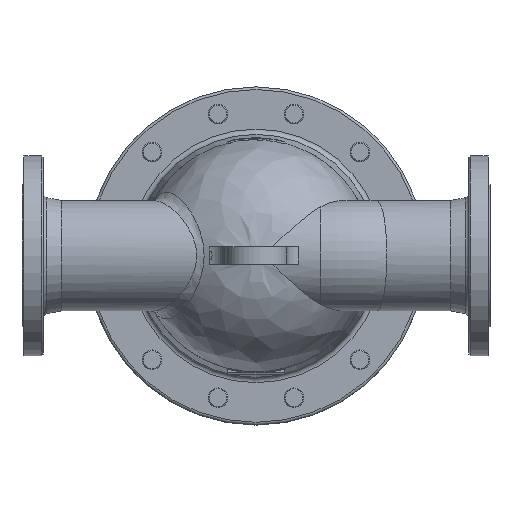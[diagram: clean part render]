
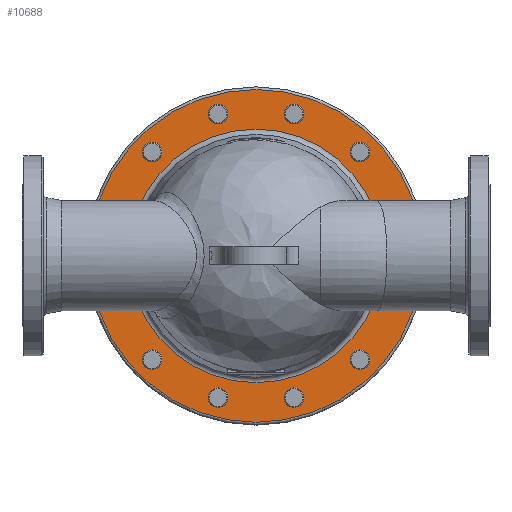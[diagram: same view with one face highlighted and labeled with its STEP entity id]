
A CAD part, top view. The second image highlights one B-rep face of the part: STEP entity #10688.
In plain terms, the highlighted planar face has unit normal (0, 0, 1).
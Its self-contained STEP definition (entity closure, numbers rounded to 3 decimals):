
#6090=CARTESIAN_POINT('',(52.231,153.878,316.0));
#6091=VERTEX_POINT('',#6090);
#6092=CARTESIAN_POINT('',(42.705,159.378,316.0));
#6093=DIRECTION('',(0.0,0.0,-1.0));
#6094=DIRECTION('',(-0.866,0.5,0.0));
#6095=AXIS2_PLACEMENT_3D('',#6092,#6093,#6094);
#6096=CIRCLE('',#6095,11.0);
#6097=EDGE_CURVE('',#6091,#6091,#6096,.T.);
#6147=CARTESIAN_POINT('',(122.173,107.146,316.0));
#6148=VERTEX_POINT('',#6147);
#6149=CARTESIAN_POINT('',(116.673,116.673,316.0));
#6150=DIRECTION('',(0.0,0.0,-1.0));
#6151=DIRECTION('',(-0.5,0.866,0.0));
#6152=AXIS2_PLACEMENT_3D('',#6149,#6150,#6151);
#6153=CIRCLE('',#6152,11.0);
#6154=EDGE_CURVE('',#6148,#6148,#6153,.T.);
#6204=CARTESIAN_POINT('',(159.378,31.705,316.0));
#6205=VERTEX_POINT('',#6204);
#6206=CARTESIAN_POINT('',(159.378,42.705,316.0));
#6207=DIRECTION('',(0.0,0.0,-1.0));
#6208=DIRECTION('',(0.0,1.0,0.0));
#6209=AXIS2_PLACEMENT_3D('',#6206,#6207,#6208);
#6210=CIRCLE('',#6209,11.0);
#6211=EDGE_CURVE('',#6205,#6205,#6210,.T.);
#6261=CARTESIAN_POINT('',(153.878,-52.231,316.0));
#6262=VERTEX_POINT('',#6261);
#6263=CARTESIAN_POINT('',(159.378,-42.705,316.0));
#6264=DIRECTION('',(0.0,0.0,-1.0));
#6265=DIRECTION('',(0.5,0.866,0.0));
#6266=AXIS2_PLACEMENT_3D('',#6263,#6264,#6265);
#6267=CIRCLE('',#6266,11.0);
#6268=EDGE_CURVE('',#6262,#6262,#6267,.T.);
#6318=CARTESIAN_POINT('',(107.146,-122.173,316.0));
#6319=VERTEX_POINT('',#6318);
#6320=CARTESIAN_POINT('',(116.673,-116.673,316.0));
#6321=DIRECTION('',(0.0,0.0,-1.0));
#6322=DIRECTION('',(0.866,0.5,0.0));
#6323=AXIS2_PLACEMENT_3D('',#6320,#6321,#6322);
#6324=CIRCLE('',#6323,11.);
#6325=EDGE_CURVE('',#6319,#6319,#6324,.T.);
#6375=CARTESIAN_POINT('',(31.705,-159.378,316.0));
#6376=VERTEX_POINT('',#6375);
#6377=CARTESIAN_POINT('',(42.705,-159.378,316.0));
#6378=DIRECTION('',(0.0,0.0,-1.0));
#6379=DIRECTION('',(1.0,0.0,0.0));
#6380=AXIS2_PLACEMENT_3D('',#6377,#6378,#6379);
#6381=CIRCLE('',#6380,11.0);
#6382=EDGE_CURVE('',#6376,#6376,#6381,.T.);
#6432=CARTESIAN_POINT('',(-52.231,-153.878,316.0));
#6433=VERTEX_POINT('',#6432);
#6434=CARTESIAN_POINT('',(-42.705,-159.378,316.0));
#6435=DIRECTION('',(0.0,0.0,-1.0));
#6436=DIRECTION('',(0.866,-0.5,0.0));
#6437=AXIS2_PLACEMENT_3D('',#6434,#6435,#6436);
#6438=CIRCLE('',#6437,11.);
#6439=EDGE_CURVE('',#6433,#6433,#6438,.T.);
#6489=CARTESIAN_POINT('',(-122.173,-107.146,316.0));
#6490=VERTEX_POINT('',#6489);
#6491=CARTESIAN_POINT('',(-116.673,-116.673,316.0));
#6492=DIRECTION('',(0.0,0.0,-1.0));
#6493=DIRECTION('',(0.5,-0.866,0.0));
#6494=AXIS2_PLACEMENT_3D('',#6491,#6492,#6493);
#6495=CIRCLE('',#6494,11.);
#6496=EDGE_CURVE('',#6490,#6490,#6495,.T.);
#6546=CARTESIAN_POINT('',(-159.378,-31.705,316.0));
#6547=VERTEX_POINT('',#6546);
#6548=CARTESIAN_POINT('',(-159.378,-42.705,316.0));
#6549=DIRECTION('',(0.0,0.0,-1.0));
#6550=DIRECTION('',(0.0,-1.0,0.0));
#6551=AXIS2_PLACEMENT_3D('',#6548,#6549,#6550);
#6552=CIRCLE('',#6551,11.0);
#6553=EDGE_CURVE('',#6547,#6547,#6552,.T.);
#6603=CARTESIAN_POINT('',(-153.878,52.231,316.0));
#6604=VERTEX_POINT('',#6603);
#6605=CARTESIAN_POINT('',(-159.378,42.705,316.0));
#6606=DIRECTION('',(0.0,0.0,-1.0));
#6607=DIRECTION('',(-0.5,-0.866,0.0));
#6608=AXIS2_PLACEMENT_3D('',#6605,#6606,#6607);
#6609=CIRCLE('',#6608,11.);
#6610=EDGE_CURVE('',#6604,#6604,#6609,.T.);
#6660=CARTESIAN_POINT('',(-107.146,122.173,316.0));
#6661=VERTEX_POINT('',#6660);
#6662=CARTESIAN_POINT('',(-116.673,116.673,316.0));
#6663=DIRECTION('',(0.0,0.0,-1.0));
#6664=DIRECTION('',(-0.866,-0.5,0.0));
#6665=AXIS2_PLACEMENT_3D('',#6662,#6663,#6664);
#6666=CIRCLE('',#6665,11.0);
#6667=EDGE_CURVE('',#6661,#6661,#6666,.T.);
#9577=CARTESIAN_POINT('',(-31.705,159.378,316.0));
#9578=VERTEX_POINT('',#9577);
#9579=CARTESIAN_POINT('',(-42.705,159.378,316.0));
#9580=DIRECTION('',(0.0,0.0,-1.0));
#9581=DIRECTION('',(-1.0,0.0,0.0));
#9582=AXIS2_PLACEMENT_3D('',#9579,#9580,#9581);
#9583=CIRCLE('',#9582,11.0);
#9584=EDGE_CURVE('',#9578,#9578,#9583,.T.);
#10610=CARTESIAN_POINT('',(187.,0.,316.0));
#10611=VERTEX_POINT('',#10610);
#10612=CARTESIAN_POINT('',(0.0,0.0,316.0));
#10613=DIRECTION('',(0.0,0.0,-1.0));
#10614=DIRECTION('',(-1.0,0.0,0.0));
#10615=AXIS2_PLACEMENT_3D('',#10612,#10613,#10614);
#10616=CIRCLE('',#10615,187.);
#10617=EDGE_CURVE('',#10611,#10611,#10616,.T.);
#10633=CARTESIAN_POINT('',(0.0,0.0,316.0));
#10634=DIRECTION('',(0.0,0.0,-1.0));
#10635=DIRECTION('',(-1.0,0.0,0.0));
#10636=AXIS2_PLACEMENT_3D('',#10633,#10634,#10635);
#10637=PLANE('',#10636);
#10638=ORIENTED_EDGE('',*,*,#10617,.F.);
#10639=EDGE_LOOP('',(#10638));
#10640=FACE_OUTER_BOUND('',#10639,.T.);
#10641=ORIENTED_EDGE('',*,*,#6097,.T.);
#10642=EDGE_LOOP('',(#10641));
#10643=FACE_BOUND('',#10642,.T.);
#10644=ORIENTED_EDGE('',*,*,#6154,.T.);
#10645=EDGE_LOOP('',(#10644));
#10646=FACE_BOUND('',#10645,.T.);
#10647=ORIENTED_EDGE('',*,*,#6211,.T.);
#10648=EDGE_LOOP('',(#10647));
#10649=FACE_BOUND('',#10648,.T.);
#10650=ORIENTED_EDGE('',*,*,#6268,.T.);
#10651=EDGE_LOOP('',(#10650));
#10652=FACE_BOUND('',#10651,.T.);
#10653=ORIENTED_EDGE('',*,*,#6325,.T.);
#10654=EDGE_LOOP('',(#10653));
#10655=FACE_BOUND('',#10654,.T.);
#10656=ORIENTED_EDGE('',*,*,#6382,.T.);
#10657=EDGE_LOOP('',(#10656));
#10658=FACE_BOUND('',#10657,.T.);
#10659=ORIENTED_EDGE('',*,*,#6439,.T.);
#10660=EDGE_LOOP('',(#10659));
#10661=FACE_BOUND('',#10660,.T.);
#10662=ORIENTED_EDGE('',*,*,#6496,.T.);
#10663=EDGE_LOOP('',(#10662));
#10664=FACE_BOUND('',#10663,.T.);
#10665=ORIENTED_EDGE('',*,*,#6553,.T.);
#10666=EDGE_LOOP('',(#10665));
#10667=FACE_BOUND('',#10666,.T.);
#10668=ORIENTED_EDGE('',*,*,#6610,.T.);
#10669=EDGE_LOOP('',(#10668));
#10670=FACE_BOUND('',#10669,.T.);
#10671=ORIENTED_EDGE('',*,*,#6667,.T.);
#10672=EDGE_LOOP('',(#10671));
#10673=FACE_BOUND('',#10672,.T.);
#10674=ORIENTED_EDGE('',*,*,#9584,.T.);
#10675=EDGE_LOOP('',(#10674));
#10676=FACE_BOUND('',#10675,.T.);
#10677=CARTESIAN_POINT('',(-142.419,0.,316.0));
#10678=VERTEX_POINT('',#10677);
#10679=CARTESIAN_POINT('',(0.0,0.0,316.0));
#10680=DIRECTION('',(0.0,0.0,1.0));
#10681=DIRECTION('',(1.0,0.0,0.0));
#10682=AXIS2_PLACEMENT_3D('',#10679,#10680,#10681);
#10683=CIRCLE('',#10682,142.419);
#10684=EDGE_CURVE('',#10678,#10678,#10683,.T.);
#10685=ORIENTED_EDGE('',*,*,#10684,.F.);
#10686=EDGE_LOOP('',(#10685));
#10687=FACE_BOUND('',#10686,.T.);
#10688=ADVANCED_FACE('',(#10640,#10643,#10646,#10649,#10652,#10655,#10658,#10661,#10664,#10667,#10670,#10673,#10676,#10687),#10637,.F.);
